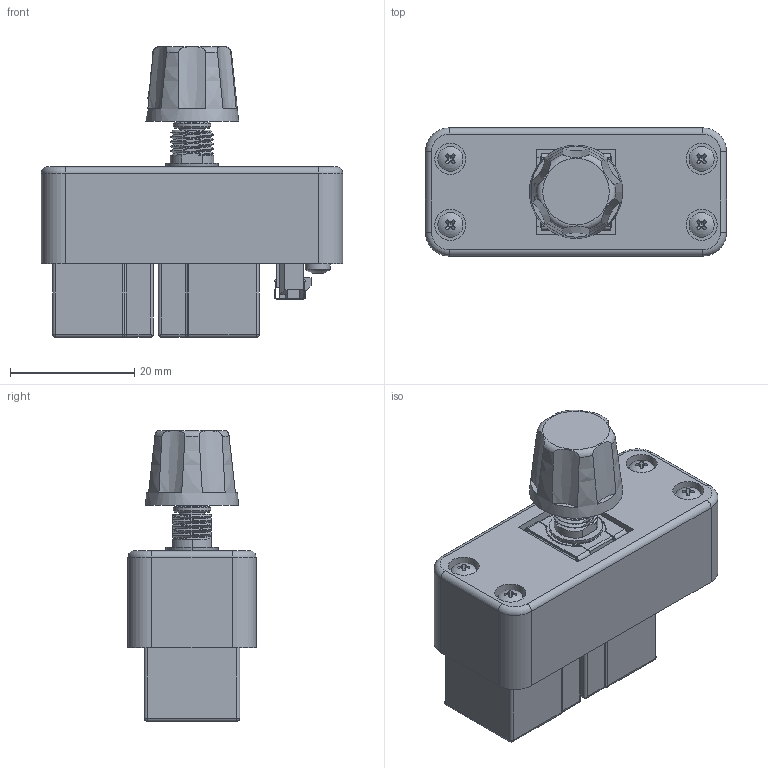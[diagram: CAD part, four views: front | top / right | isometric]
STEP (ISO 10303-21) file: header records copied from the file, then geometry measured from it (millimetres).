
FILE_DESCRIPTION(('FreeCAD Model'),'2;1');
FILE_NAME('Open CASCADE Shape Model','2022-11-24T09:43:03',(''),(''), 'Open CASCADE STEP processor 7.5','FreeCAD','Unknown');
FILE_SCHEMA(('AUTOMOTIVE_DESIGN { 1 0 10303 214 1 1 1 1 }'));
Products named in the file (1): Fusion
Bounding box: 48.4 x 20.6 x 46.7 mm (x, y, z)
Volume: 14921 mm3; surface area: 20977.7 mm2
Topology: 30 solids, 66 shells, 3824 faces, 10516 edges, 6829 vertices
Faces by surface type: plane 2758, cylinder 839, torus 135, cone 58, sphere 18, bspline 10, revolution 6
Full cylindrical faces by diameter (mm): 0.6 x2, 0.65 x1, 0.89 x16, 0.9 x9, 1.3 x2, 1.567 x4, 2 x10, 2.4 x2, 2.8 x4, 3 x10, 3.25 x4, 4 x7, 4.35 x4, 5 x4, 6 x1
Entity records: 136681 total; most frequent: CARTESIAN_POINT 37405, ORIENTED_EDGE 20996, DIRECTION 20100, EDGE_CURVE 10498, LINE 8064, VECTOR 8064, VERTEX_POINT 6829, AXIS2_PLACEMENT_3D 6015
